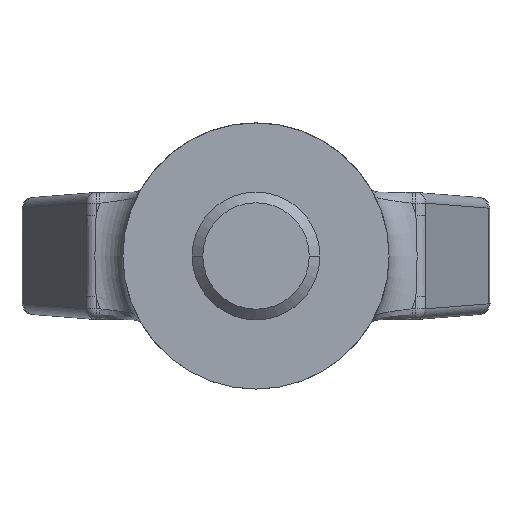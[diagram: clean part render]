
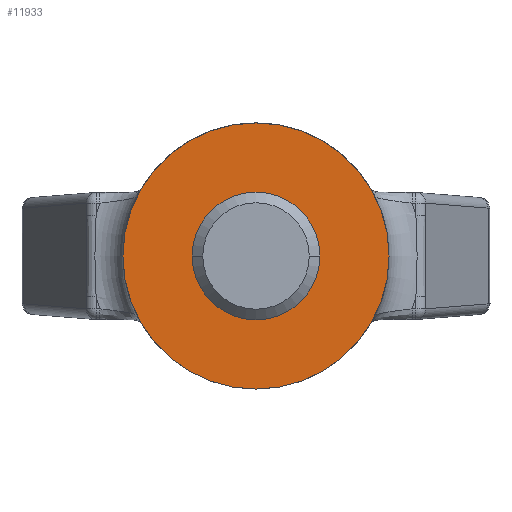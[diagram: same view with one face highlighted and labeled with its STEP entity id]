
A CAD part, front view. The second image highlights one B-rep face of the part: STEP entity #11933.
In plain terms, the highlighted planar face has unit normal (0, -1, 0).
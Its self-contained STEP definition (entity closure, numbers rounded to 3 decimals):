
#2363=CARTESIAN_POINT('',(0.,-86.,0.));
#2364=DIRECTION('',(0.,-1.,0.));
#2365=DIRECTION('',(-1.,0.,0.));
#2366=AXIS2_PLACEMENT_3D('',#2363,#2364,#2365);
#2368=CARTESIAN_POINT('',(0.,-86.,0.));
#2369=DIRECTION('',(0.,1.,0.));
#2370=DIRECTION('',(-1.,0.,0.));
#2371=AXIS2_PLACEMENT_3D('',#2368,#2369,#2370);
#6424=CARTESIAN_POINT('',(-50.,-86.,0.));
#6425=CARTESIAN_POINT('',(50.,-86.,0.));
#6426=VERTEX_POINT('',#6424);
#6427=VERTEX_POINT('',#6425);
#11924=CARTESIAN_POINT('',(0.,-86.,0.));
#11925=DIRECTION('',(0.,1.,0.));
#11926=DIRECTION('',(1.,0.,0.));
#11927=AXIS2_PLACEMENT_3D('',#11924,#11925,#11926);
#11928=PLANE('',#11927);
#11929=ORIENTED_EDGE('',*,*,#8973,.F.);
#11930=ORIENTED_EDGE('',*,*,#11890,.T.);
#11931=EDGE_LOOP('',(#11929,#11930));
#11932=FACE_OUTER_BOUND('',#11931,.F.);
#11933=ADVANCED_FACE('',(#11932),#11928,.F.);
#2367=CIRCLE('',#2366,50.);
#2372=CIRCLE('',#2371,50.);
#8973=EDGE_CURVE('',#6426,#6427,#2367,.T.);
#11890=EDGE_CURVE('',#6426,#6427,#2372,.T.);
